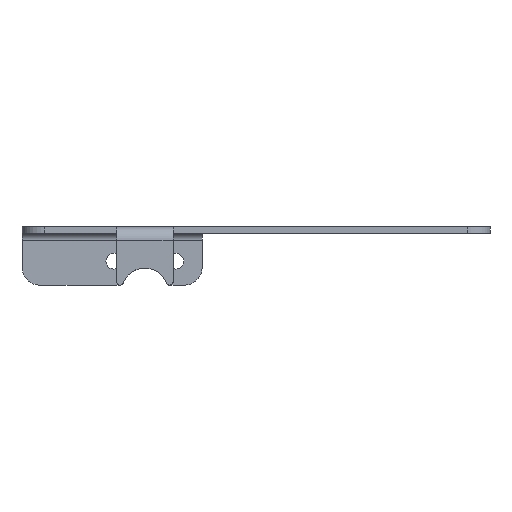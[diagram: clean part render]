
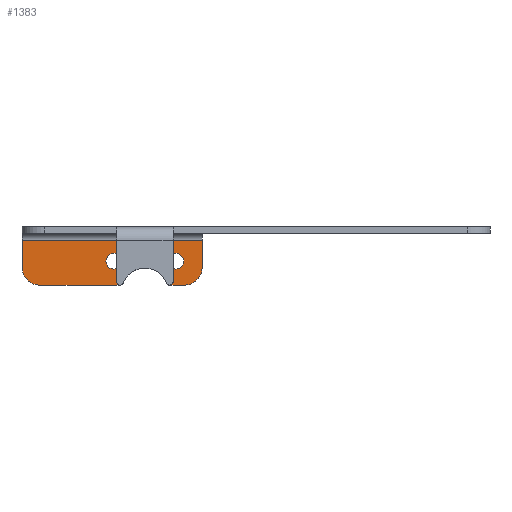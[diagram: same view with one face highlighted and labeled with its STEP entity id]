
A CAD part, left-side view. The second image highlights one B-rep face of the part: STEP entity #1383.
In plain terms, the highlighted planar face has unit normal (-1, 0, 0).
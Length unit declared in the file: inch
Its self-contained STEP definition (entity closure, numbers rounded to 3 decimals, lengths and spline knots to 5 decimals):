
#15 = EDGE_CURVE ( 'NONE', #627, #456, #1722, .T. ) ;
#18 = ORIENTED_EDGE ( 'NONE', *, *, #414, .T. ) ;
#36 = VERTEX_POINT ( 'NONE', #1301 ) ;
#56 = AXIS2_PLACEMENT_3D ( 'NONE', #465, #431, #924 ) ;
#57 = CIRCLE ( 'NONE', #118, 0.17717 ) ;
#81 = VERTEX_POINT ( 'NONE', #913 ) ;
#92 = CARTESIAN_POINT ( 'NONE',  ( 5.07807, 3.54331, -1.20079 ) ) ;
#101 = CARTESIAN_POINT ( 'NONE',  ( 5.07807, 0.50958, -0.48819 ) ) ;
#104 = CARTESIAN_POINT ( 'NONE',  ( 5.07807, 1.19855, -1.3311 ) ) ;
#107 = CARTESIAN_POINT ( 'NONE',  ( 5.07807, 0.74455, -1.09482 ) ) ;
#108 = CARTESIAN_POINT ( 'NONE',  ( 5.07807, 1.88753, -0.84252 ) ) ;
#118 = AXIS2_PLACEMENT_3D ( 'NONE', #253, #398, #836 ) ;
#130 = DIRECTION ( 'NONE',  ( 0., 0., -1. ) ) ;
#189 = CARTESIAN_POINT ( 'NONE',  ( 5.07807, 1.82717, -1.20079 ) ) ;
#193 = PLANE ( 'NONE',  #871 ) ;
#195 = CARTESIAN_POINT ( 'NONE',  ( 5.07807, 3.93701, 0. ) ) ;
#242 = AXIS2_PLACEMENT_3D ( 'NONE', #104, #853, #130 ) ;
#253 = CARTESIAN_POINT ( 'NONE',  ( 5.07807, 1.88753, -0.66535 ) ) ;
#256 = LINE ( 'NONE', #1911, #1614 ) ;
#281 = DIRECTION ( 'NONE',  ( 0., 1., 0. ) ) ;
#330 = VERTEX_POINT ( 'NONE', #107 ) ;
#345 = DIRECTION ( 'NONE',  ( -1., 0., 0. ) ) ;
#356 = DIRECTION ( 'NONE',  ( 0., 0., 1. ) ) ;
#380 = CARTESIAN_POINT ( 'NONE',  ( 5.07807, 0., -1.20079 ) ) ;
#387 = ORIENTED_EDGE ( 'NONE', *, *, #1528, .F. ) ;
#390 = CARTESIAN_POINT ( 'NONE',  ( 5.07807, 1.82717, -1.00394 ) ) ;
#393 = VECTOR ( 'NONE', #356, 39.37008 ) ;
#398 = DIRECTION ( 'NONE',  ( 1., 0., 0. ) ) ;
#408 = ORIENTED_EDGE ( 'NONE', *, *, #909, .F. ) ;
#414 = EDGE_CURVE ( 'NONE', #1894, #1228, #1745, .T. ) ;
#431 = DIRECTION ( 'NONE',  ( -1., 0., 0. ) ) ;
#436 = ORIENTED_EDGE ( 'NONE', *, *, #1547, .T. ) ;
#451 = EDGE_CURVE ( 'NONE', #1516, #1826, #990, .T. ) ;
#456 = VERTEX_POINT ( 'NONE', #1038 ) ;
#465 = CARTESIAN_POINT ( 'NONE',  ( 5.07807, 0.56993, -1.00394 ) ) ;
#483 = AXIS2_PLACEMENT_3D ( 'NONE', #691, #683, #1285 ) ;
#486 = DIRECTION ( 'NONE',  ( 1., 0., 0. ) ) ;
#508 = CARTESIAN_POINT ( 'NONE',  ( 5.07807, -0.07874, -0.80709 ) ) ;
#516 = EDGE_CURVE ( 'NONE', #36, #1316, #1146, .T. ) ;
#551 = CARTESIAN_POINT ( 'NONE',  ( 5.07807, -0.07874, 0. ) ) ;
#567 = DIRECTION ( 'NONE',  ( 0., 0., 1. ) ) ;
#569 = ORIENTED_EDGE ( 'NONE', *, *, #15, .T. ) ;
#615 = DIRECTION ( 'NONE',  ( 1., 0., 0. ) ) ;
#627 = VERTEX_POINT ( 'NONE', #189 ) ;
#645 = CIRCLE ( 'NONE', #810, 0.17717 ) ;
#657 = CARTESIAN_POINT ( 'NONE',  ( 5.07807, 1.88753, -0.48819 ) ) ;
#683 = DIRECTION ( 'NONE',  ( 1., 0., 0. ) ) ;
#691 = CARTESIAN_POINT ( 'NONE',  ( 5.07807, 0.50958, -0.66535 ) ) ;
#699 = LINE ( 'NONE', #551, #1211 ) ;
#766 = CIRCLE ( 'NONE', #1427, 0.3937 ) ;
#777 = AXIS2_PLACEMENT_3D ( 'NONE', #390, #1448, #567 ) ;
#787 = CARTESIAN_POINT ( 'NONE',  ( 5.07807, 0., 0. ) ) ;
#810 = AXIS2_PLACEMENT_3D ( 'NONE', #1077, #615, #1512 ) ;
#813 = EDGE_CURVE ( 'NONE', #1626, #1090, #766, .T. ) ;
#836 = DIRECTION ( 'NONE',  ( 0., 0., -1. ) ) ;
#853 = DIRECTION ( 'NONE',  ( 1., 0., 0. ) ) ;
#871 = AXIS2_PLACEMENT_3D ( 'NONE', #787, #486, #1096 ) ;
#903 = DIRECTION ( 'NONE',  ( 1., 0., 0. ) ) ;
#909 = EDGE_CURVE ( 'NONE', #1626, #1228, #1861, .T. ) ;
#912 = CARTESIAN_POINT ( 'NONE',  ( 5.07807, 0.31496, -0.80709 ) ) ;
#913 = CARTESIAN_POINT ( 'NONE',  ( 5.07807, 0.50958, -0.84252 ) ) ;
#924 = DIRECTION ( 'NONE',  ( 0., 0., 1. ) ) ;
#926 = CARTESIAN_POINT ( 'NONE',  ( 5.07807, 3.54331, -0.80709 ) ) ;
#928 = CIRCLE ( 'NONE', #483, 0.17717 ) ;
#933 = VECTOR ( 'NONE', #281, 39.37008 ) ;
#936 = FACE_BOUND ( 'NONE', #1326, .T. ) ;
#961 = AXIS2_PLACEMENT_3D ( 'NONE', #912, #1793, #1505 ) ;
#990 = CIRCLE ( 'NONE', #1424, 0.17717 ) ;
#1017 = CARTESIAN_POINT ( 'NONE',  ( 5.07807, 3.93701, -0.20079 ) ) ;
#1021 = DIRECTION ( 'NONE',  ( 0., 1., 0. ) ) ;
#1025 = CARTESIAN_POINT ( 'NONE',  ( 5.07807, -0.07874, -0.20079 ) ) ;
#1038 = CARTESIAN_POINT ( 'NONE',  ( 5.07807, 1.65256, -1.09482 ) ) ;
#1042 = VERTEX_POINT ( 'NONE', #101 ) ;
#1060 = DIRECTION ( 'NONE',  ( 0., 0., -1. ) ) ;
#1068 = EDGE_CURVE ( 'NONE', #627, #1090, #256, .T. ) ;
#1077 = CARTESIAN_POINT ( 'NONE',  ( 5.07807, 0.50958, -0.66535 ) ) ;
#1090 = VERTEX_POINT ( 'NONE', #92 ) ;
#1092 = EDGE_CURVE ( 'NONE', #81, #1042, #928, .T. ) ;
#1096 = DIRECTION ( 'NONE',  ( 0., 0., 1. ) ) ;
#1121 = FACE_BOUND ( 'NONE', #1679, .T. ) ;
#1146 = CIRCLE ( 'NONE', #961, 0.3937 ) ;
#1158 = CARTESIAN_POINT ( 'NONE',  ( 5.07807, 0.56993, -1.20079 ) ) ;
#1168 = EDGE_CURVE ( 'NONE', #330, #1532, #1841, .T. ) ;
#1211 = VECTOR ( 'NONE', #1729, 39.37008 ) ;
#1228 = VERTEX_POINT ( 'NONE', #1649 ) ;
#1285 = DIRECTION ( 'NONE',  ( 0., 0., -1. ) ) ;
#1301 = CARTESIAN_POINT ( 'NONE',  ( 5.07807, 0.31496, -1.20079 ) ) ;
#1316 = VERTEX_POINT ( 'NONE', #508 ) ;
#1326 = EDGE_LOOP ( 'NONE', ( #1548, #436 ) ) ;
#1353 = ORIENTED_EDGE ( 'NONE', *, *, #1168, .T. ) ;
#1383 = ADVANCED_FACE ( 'NONE', ( #1121, #936, #1531 ), #193, .F. ) ;
#1406 = DIRECTION ( 'NONE',  ( 0., 0., 1. ) ) ;
#1424 = AXIS2_PLACEMENT_3D ( 'NONE', #1666, #903, #1060 ) ;
#1427 = AXIS2_PLACEMENT_3D ( 'NONE', #926, #345, #1406 ) ;
#1448 = DIRECTION ( 'NONE',  ( -1., 0., 0. ) ) ;
#1452 = EDGE_CURVE ( 'NONE', #1826, #1516, #57, .T. ) ;
#1495 = CARTESIAN_POINT ( 'NONE',  ( 5.07807, 3.93701, -0.80709 ) ) ;
#1505 = DIRECTION ( 'NONE',  ( 0., 0., 1. ) ) ;
#1512 = DIRECTION ( 'NONE',  ( 0., 0., -1. ) ) ;
#1516 = VERTEX_POINT ( 'NONE', #108 ) ;
#1525 = ORIENTED_EDGE ( 'NONE', *, *, #451, .T. ) ;
#1528 = EDGE_CURVE ( 'NONE', #1894, #1316, #699, .T. ) ;
#1531 = FACE_OUTER_BOUND ( 'NONE', #1933, .T. ) ;
#1532 = VERTEX_POINT ( 'NONE', #1158 ) ;
#1539 = EDGE_CURVE ( 'NONE', #36, #1532, #1754, .T. ) ;
#1547 = EDGE_CURVE ( 'NONE', #1042, #81, #645, .T. ) ;
#1548 = ORIENTED_EDGE ( 'NONE', *, *, #1092, .T. ) ;
#1599 = ORIENTED_EDGE ( 'NONE', *, *, #1452, .T. ) ;
#1613 = DIRECTION ( 'NONE',  ( 0., 1., 0. ) ) ;
#1614 = VECTOR ( 'NONE', #1021, 39.37008 ) ;
#1624 = ORIENTED_EDGE ( 'NONE', *, *, #1846, .T. ) ;
#1626 = VERTEX_POINT ( 'NONE', #1495 ) ;
#1645 = VECTOR ( 'NONE', #1613, 39.37008 ) ;
#1649 = CARTESIAN_POINT ( 'NONE',  ( 5.07807, 3.93701, -0.20079 ) ) ;
#1661 = ORIENTED_EDGE ( 'NONE', *, *, #813, .T. ) ;
#1666 = CARTESIAN_POINT ( 'NONE',  ( 5.07807, 1.88753, -0.66535 ) ) ;
#1679 = EDGE_LOOP ( 'NONE', ( #1525, #1599 ) ) ;
#1722 = CIRCLE ( 'NONE', #777, 0.19685 ) ;
#1729 = DIRECTION ( 'NONE',  ( 0., 0., -1. ) ) ;
#1745 = LINE ( 'NONE', #1017, #1645 ) ;
#1754 = LINE ( 'NONE', #380, #933 ) ;
#1793 = DIRECTION ( 'NONE',  ( -1., 0., 0. ) ) ;
#1826 = VERTEX_POINT ( 'NONE', #657 ) ;
#1832 = ORIENTED_EDGE ( 'NONE', *, *, #1068, .F. ) ;
#1841 = CIRCLE ( 'NONE', #56, 0.19685 ) ;
#1846 = EDGE_CURVE ( 'NONE', #456, #330, #1875, .T. ) ;
#1852 = ORIENTED_EDGE ( 'NONE', *, *, #1539, .F. ) ;
#1861 = LINE ( 'NONE', #195, #393 ) ;
#1875 = CIRCLE ( 'NONE', #242, 0.51181 ) ;
#1894 = VERTEX_POINT ( 'NONE', #1025 ) ;
#1911 = CARTESIAN_POINT ( 'NONE',  ( 5.07807, 0., -1.20079 ) ) ;
#1933 = EDGE_LOOP ( 'NONE', ( #1624, #1353, #1852, #1943, #387, #18, #408, #1661, #1832, #569 ) ) ;
#1943 = ORIENTED_EDGE ( 'NONE', *, *, #516, .T. ) ;
